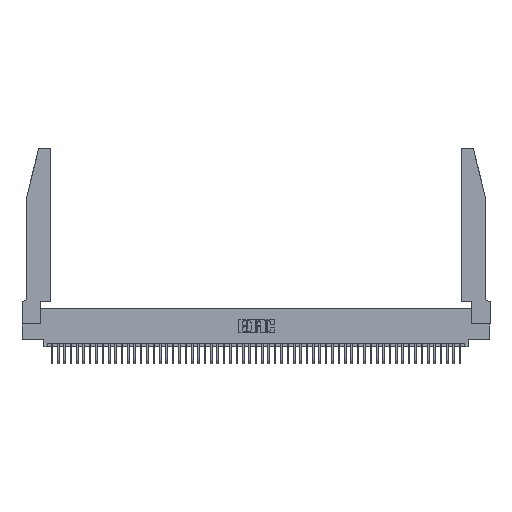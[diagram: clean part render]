
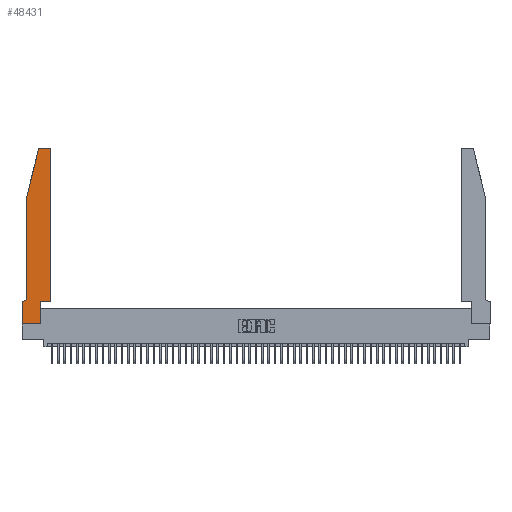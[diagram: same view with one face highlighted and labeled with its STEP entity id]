
A CAD part, top view. The second image highlights one B-rep face of the part: STEP entity #48431.
In plain terms, the highlighted planar face has unit normal (0, 0, 1).
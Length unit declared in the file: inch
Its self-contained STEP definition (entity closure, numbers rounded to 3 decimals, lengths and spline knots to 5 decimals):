
#376 = CIRCLE ( 'NONE', #27715, 0.03 ) ;
#517 = VERTEX_POINT ( 'NONE', #33637 ) ;
#990 = CARTESIAN_POINT ( 'NONE',  ( 0.0755, 0.35, 0.37 ) ) ;
#1140 = DIRECTION ( 'NONE',  ( 1., 0., 0. ) ) ;
#1150 = DIRECTION ( 'NONE',  ( -1., 0., 0. ) ) ;
#1191 = CARTESIAN_POINT ( 'NONE',  ( 0.2865, 0.35, 0.37 ) ) ;
#1200 = VECTOR ( 'NONE', #1150, 39.37008 ) ;
#1450 = CARTESIAN_POINT ( 'NONE',  ( 0.4505, 0.35, 0.37 ) ) ;
#1461 = DIRECTION ( 'NONE',  ( 1., 0., 0. ) ) ;
#1784 = ORIENTED_EDGE ( 'NONE', *, *, #24661, .T. ) ;
#3306 = CARTESIAN_POINT ( 'NONE',  ( 0.284, 2.75, 0.37 ) ) ;
#3671 = CARTESIAN_POINT ( 'NONE',  ( 0.0055, 0.35, 0.37 ) ) ;
#4383 = DIRECTION ( 'NONE',  ( 0., 0., 1. ) ) ;
#4385 = LINE ( 'NONE', #22606, #5611 ) ;
#4938 = VECTOR ( 'NONE', #13896, 39.37008 ) ;
#5217 = VECTOR ( 'NONE', #1140, 39.37008 ) ;
#5611 = VECTOR ( 'NONE', #50073, 39.37008 ) ;
#6201 = VERTEX_POINT ( 'NONE', #29234 ) ;
#6288 = LINE ( 'NONE', #8822, #37630 ) ;
#7024 = VECTOR ( 'NONE', #43812, 39.37008 ) ;
#8287 = EDGE_CURVE ( 'NONE', #41738, #10066, #376, .T. ) ;
#8302 = ORIENTED_EDGE ( 'NONE', *, *, #8287, .T. ) ;
#8366 = ORIENTED_EDGE ( 'NONE', *, *, #39415, .T. ) ;
#8822 = CARTESIAN_POINT ( 'NONE',  ( 0.0755, 2., 0.37 ) ) ;
#9097 = CARTESIAN_POINT ( 'NONE',  ( 0.0755, 0.42, 0.37 ) ) ;
#10049 = ORIENTED_EDGE ( 'NONE', *, *, #29217, .T. ) ;
#10066 = VERTEX_POINT ( 'NONE', #19541 ) ;
#11082 = LINE ( 'NONE', #45111, #4938 ) ;
#11491 = VERTEX_POINT ( 'NONE', #1191 ) ;
#11634 = LINE ( 'NONE', #990, #1200 ) ;
#12780 = DIRECTION ( 'NONE',  ( 0., -1., 0. ) ) ;
#13001 = EDGE_CURVE ( 'NONE', #28638, #11491, #4385, .T. ) ;
#13289 = DIRECTION ( 'NONE',  ( 0., 1., 0. ) ) ;
#13896 = DIRECTION ( 'NONE',  ( 0., -1., 0. ) ) ;
#14018 = CARTESIAN_POINT ( 'NONE',  ( 0.4505, 2.72, 0.37 ) ) ;
#14027 = VECTOR ( 'NONE', #30825, 39.37008 ) ;
#14377 = ORIENTED_EDGE ( 'NONE', *, *, #26809, .T. ) ;
#14598 = PLANE ( 'NONE',  #46316 ) ;
#14840 = DIRECTION ( 'NONE',  ( 0., 0., -1. ) ) ;
#15190 = VERTEX_POINT ( 'NONE', #3671 ) ;
#15432 = VERTEX_POINT ( 'NONE', #9097 ) ;
#16651 = VECTOR ( 'NONE', #13289, 39.37008 ) ;
#17436 = LINE ( 'NONE', #32034, #7024 ) ;
#18509 = EDGE_LOOP ( 'NONE', ( #10049, #40617, #33573, #14377, #1784, #47197, #25701, #8366, #24914, #35703, #41786, #8302 ) ) ;
#18900 = LINE ( 'NONE', #35225, #28151 ) ;
#19165 = LINE ( 'NONE', #1450, #16651 ) ;
#19501 = CARTESIAN_POINT ( 'NONE',  ( 0.2865, 0., 0.37 ) ) ;
#19541 = CARTESIAN_POINT ( 'NONE',  ( 0.4205, 2.75, 0.37 ) ) ;
#19966 = VERTEX_POINT ( 'NONE', #47966 ) ;
#21774 = AXIS2_PLACEMENT_3D ( 'NONE', #38395, #14840, #42299 ) ;
#22592 = CARTESIAN_POINT ( 'NONE',  ( 0., 0.35, 0.37 ) ) ;
#22606 = CARTESIAN_POINT ( 'NONE',  ( 0.2865, 0.35, 0.37 ) ) ;
#24349 = EDGE_CURVE ( 'NONE', #11491, #48470, #36563, .T. ) ;
#24558 = LINE ( 'NONE', #46332, #14027 ) ;
#24661 = EDGE_CURVE ( 'NONE', #15432, #15190, #50553, .T. ) ;
#24914 = ORIENTED_EDGE ( 'NONE', *, *, #13001, .T. ) ;
#24958 = EDGE_CURVE ( 'NONE', #19966, #36926, #17436, .T. ) ;
#25053 = DIRECTION ( 'NONE',  ( 0., 0., 1. ) ) ;
#25265 = VERTEX_POINT ( 'NONE', #3306 ) ;
#25701 = ORIENTED_EDGE ( 'NONE', *, *, #27663, .T. ) ;
#26540 = DIRECTION ( 'NONE',  ( 1., 0., 0. ) ) ;
#26809 = EDGE_CURVE ( 'NONE', #36926, #15432, #6288, .T. ) ;
#26945 = CIRCLE ( 'NONE', #29560, 0.03 ) ;
#27663 = EDGE_CURVE ( 'NONE', #6201, #517, #11082, .T. ) ;
#27715 = AXIS2_PLACEMENT_3D ( 'NONE', #27971, #4383, #31886 ) ;
#27971 = CARTESIAN_POINT ( 'NONE',  ( 0.4205, 2.72, 0.37 ) ) ;
#28151 = VECTOR ( 'NONE', #39167, 39.37008 ) ;
#28162 = EDGE_CURVE ( 'NONE', #15190, #6201, #11634, .T. ) ;
#28638 = VERTEX_POINT ( 'NONE', #19501 ) ;
#29217 = EDGE_CURVE ( 'NONE', #10066, #25265, #18900, .T. ) ;
#29234 = CARTESIAN_POINT ( 'NONE',  ( 0., 0.35, 0.37 ) ) ;
#29560 = AXIS2_PLACEMENT_3D ( 'NONE', #48430, #25053, #1461 ) ;
#30372 = CARTESIAN_POINT ( 'NONE',  ( 0.0755, 2., 0.37 ) ) ;
#30825 = DIRECTION ( 'NONE',  ( 1., 0., 0. ) ) ;
#31886 = DIRECTION ( 'NONE',  ( 1., 0., 0. ) ) ;
#32034 = CARTESIAN_POINT ( 'NONE',  ( 0.0755, 2., 0.37 ) ) ;
#32420 = EDGE_CURVE ( 'NONE', #48470, #41738, #19165, .T. ) ;
#33573 = ORIENTED_EDGE ( 'NONE', *, *, #24958, .T. ) ;
#33637 = CARTESIAN_POINT ( 'NONE',  ( 0., 0., 0.37 ) ) ;
#35225 = CARTESIAN_POINT ( 'NONE',  ( 0.2605, 2.75, 0.37 ) ) ;
#35703 = ORIENTED_EDGE ( 'NONE', *, *, #24349, .T. ) ;
#36563 = LINE ( 'NONE', #40287, #5217 ) ;
#36926 = VERTEX_POINT ( 'NONE', #30372 ) ;
#37630 = VECTOR ( 'NONE', #12780, 39.37008 ) ;
#38395 = CARTESIAN_POINT ( 'NONE',  ( 0.0055, 0.42, 0.37 ) ) ;
#39167 = DIRECTION ( 'NONE',  ( -1., 0., 0. ) ) ;
#39415 = EDGE_CURVE ( 'NONE', #517, #28638, #24558, .T. ) ;
#40287 = CARTESIAN_POINT ( 'NONE',  ( 0.4505, 0.35, 0.37 ) ) ;
#40617 = ORIENTED_EDGE ( 'NONE', *, *, #46780, .T. ) ;
#41738 = VERTEX_POINT ( 'NONE', #14018 ) ;
#41786 = ORIENTED_EDGE ( 'NONE', *, *, #32420, .T. ) ;
#42029 = FACE_OUTER_BOUND ( 'NONE', #18509, .T. ) ;
#42299 = DIRECTION ( 'NONE',  ( -1., 0., 0. ) ) ;
#43812 = DIRECTION ( 'NONE',  ( -0.239, -0.971, 0. ) ) ;
#45111 = CARTESIAN_POINT ( 'NONE',  ( 0., 0., 0.37 ) ) ;
#45812 = CARTESIAN_POINT ( 'NONE',  ( 0.4505, 0.35, 0.37 ) ) ;
#46316 = AXIS2_PLACEMENT_3D ( 'NONE', #22592, #49886, #26540 ) ;
#46332 = CARTESIAN_POINT ( 'NONE',  ( 0., 0., 0.37 ) ) ;
#46780 = EDGE_CURVE ( 'NONE', #25265, #19966, #26945, .T. ) ;
#47197 = ORIENTED_EDGE ( 'NONE', *, *, #28162, .T. ) ;
#47966 = CARTESIAN_POINT ( 'NONE',  ( 0.25487, 2.72718, 0.37 ) ) ;
#48430 = CARTESIAN_POINT ( 'NONE',  ( 0.284, 2.72, 0.37 ) ) ;
#48431 = ADVANCED_FACE ( 'NONE', ( #42029 ), #14598, .T. ) ;
#48470 = VERTEX_POINT ( 'NONE', #45812 ) ;
#49886 = DIRECTION ( 'NONE',  ( 0., 0., 1. ) ) ;
#50073 = DIRECTION ( 'NONE',  ( 0., 1., 0. ) ) ;
#50553 = CIRCLE ( 'NONE', #21774, 0.07 ) ;
